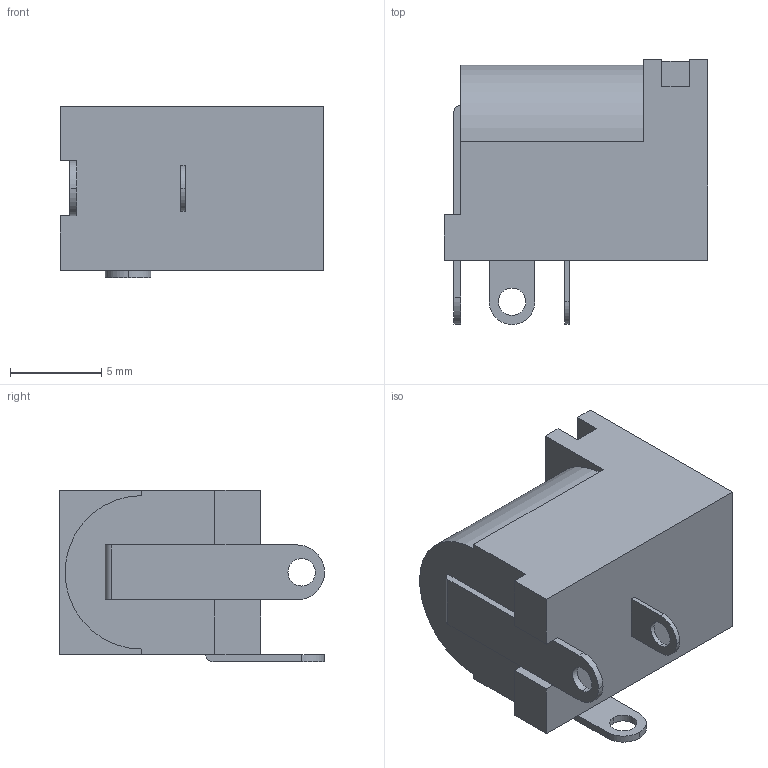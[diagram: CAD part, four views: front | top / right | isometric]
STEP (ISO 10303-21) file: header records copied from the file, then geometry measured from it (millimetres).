
FILE_DESCRIPTION (( 'STEP AP214' ), '1' );
FILE_NAME ('PJ-002B.STEP', '2022-11-25T13:56:00', ( '' ), ( '' ), 'SwSTEP 2.0', 'SolidWorks 2017', '' );
FILE_SCHEMA (( 'AUTOMOTIVE_DESIGN' ));
Length unit declared in the file: millimetre
Products named in the file (2): PJ-002B
Assembly tree (1 placements, depth 2):
  PJ-002B
    PJ-002B
Bounding box: 14.4 x 14.5 x 9.4 mm (x, y, z)
Volume: 947 mm3; surface area: 1140 mm2
Topology: 5 solids, 5 shells, 60 faces, 145 edges, 96 vertices
Faces by surface type: plane 39, cylinder 19, cone 2
Entity records: 1867 total; most frequent: DIRECTION 313, CARTESIAN_POINT 305, ORIENTED_EDGE 290, EDGE_CURVE 145, VECTOR 105, LINE 105, AXIS2_PLACEMENT_3D 104, VERTEX_POINT 96
